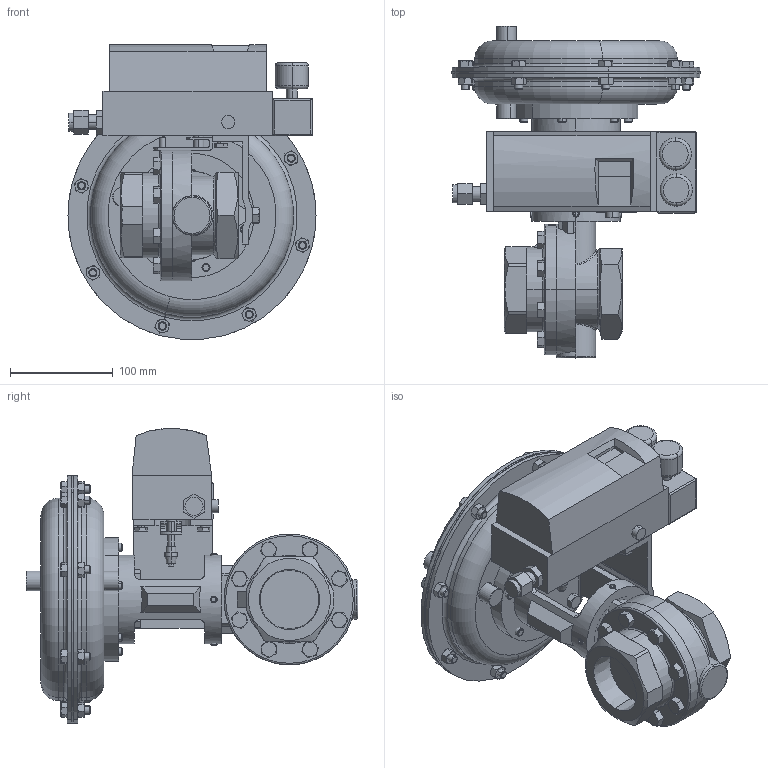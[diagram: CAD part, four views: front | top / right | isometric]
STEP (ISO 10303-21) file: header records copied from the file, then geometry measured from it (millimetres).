
FILE_DESCRIPTION (( 'STEP AP203' ), '1' );
FILE_NAME ('70SP-200-DI+BR-PT-35M-16IQ.STEP', '2017-09-12T11:53:04', ( '' ), ( '' ), 'SwSTEP 2.0', 'SolidWorks 2014', '' );
FILE_SCHEMA (( 'CONFIG_CONTROL_DESIGN' ));
Length unit declared in the file: inch
Products named in the file (1): 70SP-200-DI+BR-PT-35M-16IQ
Bounding box: 240.92 x 322.36 x 286.54 mm (x, y, z)
Volume: 4944971.5 mm3; surface area: 635036.8 mm2
Topology: 54 solids, 54 shells, 1165 faces, 2588 edges, 1579 vertices
Faces by surface type: plane 543, cone 361, cylinder 178, bspline 53, torus 28, sphere 2
Entity records: 46860 total; most frequent: CARTESIAN_POINT 22171, ORIENTED_EDGE 5152, DIRECTION 4870, EDGE_CURVE 2576, AXIS2_PLACEMENT_3D 1886, VERTEX_POINT 1579, EDGE_LOOP 1229, ADVANCED_FACE 1165
